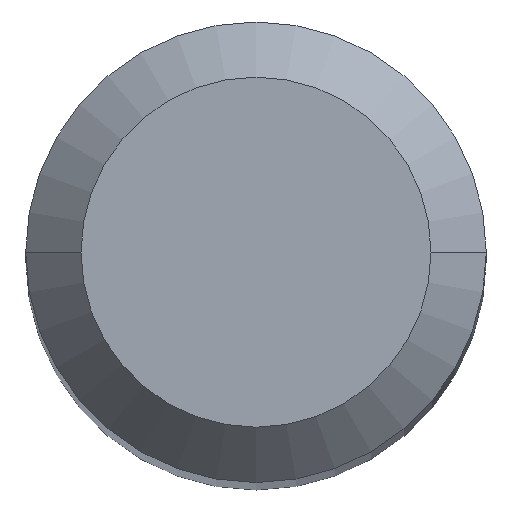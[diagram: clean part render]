
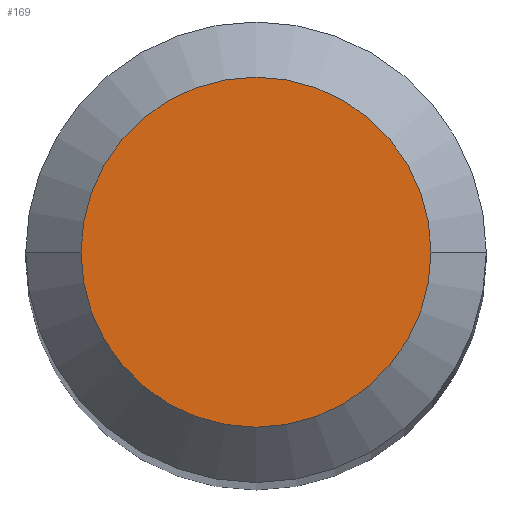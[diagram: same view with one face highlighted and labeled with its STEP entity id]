
A CAD part, top view. The second image highlights one B-rep face of the part: STEP entity #169.
In plain terms, the highlighted planar face has unit normal (0, 0, 1).
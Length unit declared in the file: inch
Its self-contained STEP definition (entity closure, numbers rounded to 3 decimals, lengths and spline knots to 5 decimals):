
#8 = CARTESIAN_POINT ( 'NONE',  ( 0., 0., 1.5 ) ) ;
#10 = CIRCLE ( 'NONE', #74, 0.0475 ) ;
#29 = AXIS2_PLACEMENT_3D ( 'NONE', #286, #210, #281 ) ;
#31 = CARTESIAN_POINT ( 'NONE',  ( -0.0475, 0., 1.5 ) ) ;
#34 = FACE_OUTER_BOUND ( 'NONE', #64, .T. ) ;
#54 = DIRECTION ( 'NONE',  ( 0., 0., 1. ) ) ;
#57 = CIRCLE ( 'NONE', #124, 0.0475 ) ;
#64 = EDGE_LOOP ( 'NONE', ( #263, #105 ) ) ;
#74 = AXIS2_PLACEMENT_3D ( 'NONE', #192, #54, #170 ) ;
#78 = PLANE ( 'NONE',  #29 ) ;
#102 = CARTESIAN_POINT ( 'NONE',  ( 0.0475, 0., 1.5 ) ) ;
#105 = ORIENTED_EDGE ( 'NONE', *, *, #165, .T. ) ;
#124 = AXIS2_PLACEMENT_3D ( 'NONE', #8, #283, #164 ) ;
#164 = DIRECTION ( 'NONE',  ( 1., 0., 0. ) ) ;
#165 = EDGE_CURVE ( 'NONE', #222, #198, #57, .T. ) ;
#169 = ADVANCED_FACE ( 'NONE', ( #34 ), #78, .T. ) ;
#170 = DIRECTION ( 'NONE',  ( 1., 0., 0. ) ) ;
#185 = EDGE_CURVE ( 'NONE', #198, #222, #10, .T. ) ;
#192 = CARTESIAN_POINT ( 'NONE',  ( 0., 0., 1.5 ) ) ;
#198 = VERTEX_POINT ( 'NONE', #31 ) ;
#210 = DIRECTION ( 'NONE',  ( 0., 0., 1. ) ) ;
#222 = VERTEX_POINT ( 'NONE', #102 ) ;
#263 = ORIENTED_EDGE ( 'NONE', *, *, #185, .T. ) ;
#281 = DIRECTION ( 'NONE',  ( 1., 0., 0. ) ) ;
#283 = DIRECTION ( 'NONE',  ( 0., 0., 1. ) ) ;
#286 = CARTESIAN_POINT ( 'NONE',  ( 0., 0., 1.5 ) ) ;
